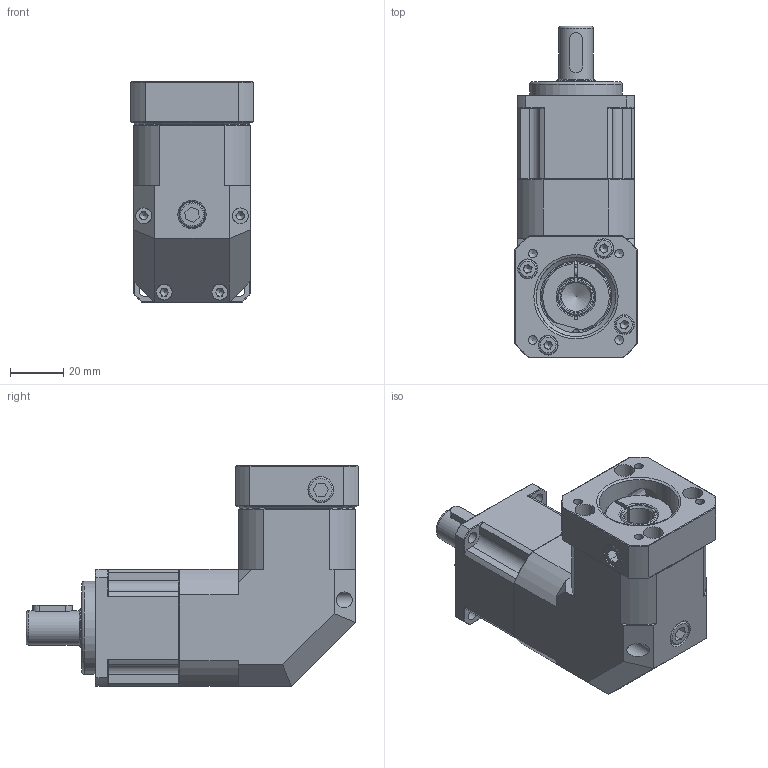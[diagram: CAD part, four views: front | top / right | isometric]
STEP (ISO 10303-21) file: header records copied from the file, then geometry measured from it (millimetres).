
FILE_DESCRIPTION((''),'2;1');
FILE_NAME('PBL44-H-1.stp','2012-06-04T14:59:21',('young'),(''),'Autodesk Inventor 2012','Autodesk Inventor 2012','');
FILE_SCHEMA(('AUTOMOTIVE_DESIGN { 1 0 10303 214 1 1 1 1 }'));
Length unit declared in the file: millimetre
Products named in the file (1): PBL44-H-1
Bounding box: 46 x 125 x 83 mm (x, y, z)
Volume: 181018.2 mm3; surface area: 64205.3 mm2
Topology: 21 solids, 21 shells, 657 faces, 1636 edges, 1065 vertices
Faces by surface type: plane 364, cylinder 139, cone 107, bspline 30, torus 17
Full cylindrical faces by diameter (mm): 2.5 x8, 3 x1, 3.3 x13, 3.5 x1, 4 x13, 4.5 x8, 5.5 x1, 6 x4, 7 x8, 7.5 x4, 9.5 x3, 11 x2, 11.2 x1, 13 x1, 14.2 x1, 14.8 x2, 15 x2, 22 x3, 25 x3, 27 x1, 28 x1, 29 x1, 30 x1, 32 x4, 34 x1, 35 x1, 37 x1
Entity records: 33148 total; most frequent: CARTESIAN_POINT 18714, DIRECTION 2856, ORIENTED_EDGE 2830, EDGE_CURVE 1415, AXIS2_PLACEMENT_3D 1091, VERTEX_POINT 1011, EDGE_LOOP 912, VECTOR 674
